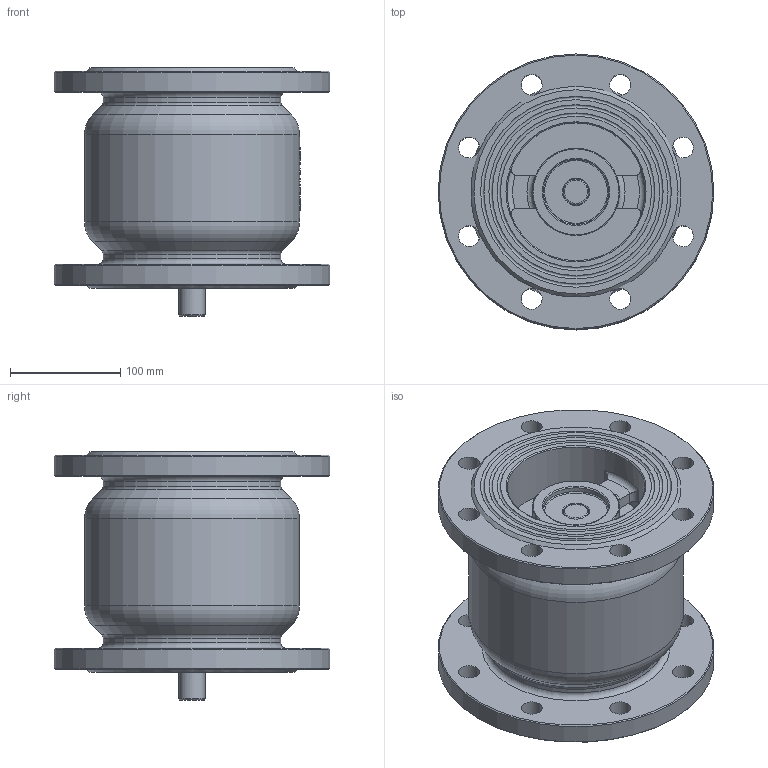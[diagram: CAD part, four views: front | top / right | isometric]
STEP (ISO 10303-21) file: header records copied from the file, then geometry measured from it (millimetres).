
FILE_DESCRIPTION(/* description */ (''),/* implementation_level */ '2;1');
FILE_NAME(/* name */ 'DN125_3D_STEP.stp',/* time_stamp */ '2025-08-31T16:54:16+03:00',/* author */ ('igorr'),/* organization */ (''),/* preprocessor_version */ 'ST-DEVELOPER v20',/* originating_system */ 'Autodesk Inventor 2025',/* authorisation */ '');
FILE_SCHEMA (('AUTOMOTIVE_DESIGN { 1 0 10303 214 3 1 1 }'));
Length unit declared in the file: millimetre
Products named in the file (1): Деталь1
Bounding box: 250 x 250 x 225 mm (x, y, z)
Volume: 4183708 mm3; surface area: 434015.8 mm2
Topology: 1 solids, 2 shells, 189 faces, 504 edges, 328 vertices
Faces by surface type: plane 75, cylinder 50, torus 24, bspline 23, cone 17
Full cylindrical faces by diameter (mm): 19 x16, 23 x2, 24 x3, 59 x2, 79 x2, 125 x3, 161 x2, 172 x1, 173 x1, 195 x1, 250 x2
Entity records: 6971 total; most frequent: CARTESIAN_POINT 1869, DIRECTION 1030, ORIENTED_EDGE 1008, EDGE_CURVE 504, AXIS2_PLACEMENT_3D 421, VERTEX_POINT 328, CIRCLE 246, EDGE_LOOP 238
